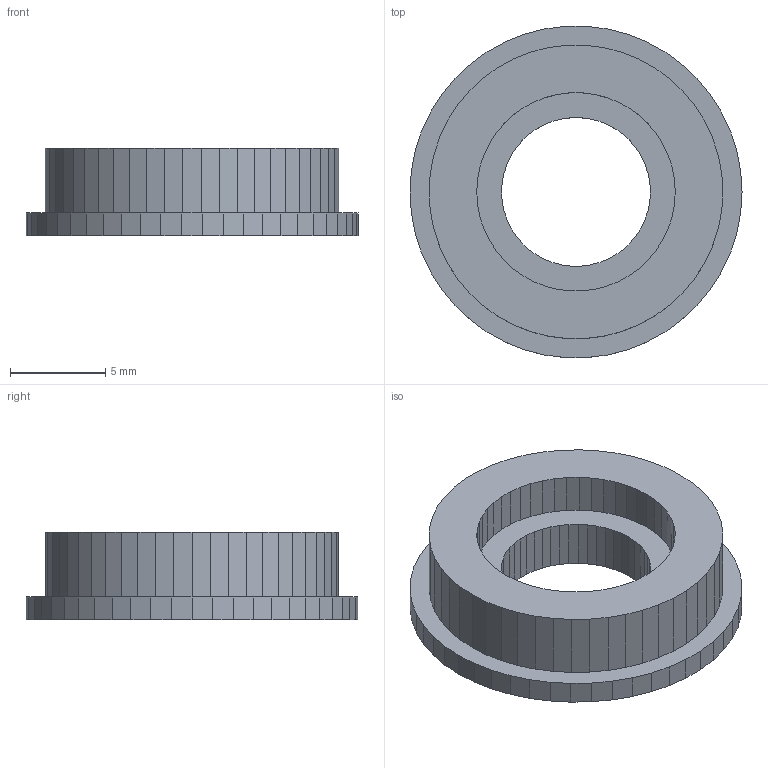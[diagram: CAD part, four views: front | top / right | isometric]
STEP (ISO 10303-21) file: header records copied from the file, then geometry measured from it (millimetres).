
FILE_DESCRIPTION(('FreeCAD Model'),'2;1');
FILE_NAME('belt-guide.step','2016-12-31T12:26:21',('Author') ,(''),'Open CASCADE STEP processor 6.8','FreeCAD','Unknown');
FILE_SCHEMA(('AUTOMOTIVE_DESIGN_CC2 { 1 2 10303 214 -1 1 5 4 }'));
Length unit declared in the file: millimetre
Products named in the file (2): ASSEMBLY; difference
Assembly tree (1 placements, depth 2):
  ASSEMBLY
    difference
Bounding box: 17.4 x 17.37 x 4.6 mm (x, y, z)
Volume: 619.2 mm3; surface area: 738.7 mm2
Topology: 1 solids, 1 shells, 205 faces, 650 edges, 450 vertices
Faces by surface type: plane 205
Entity records: 15197 total; most frequent: CARTESIAN_POINT 3007, DIRECTION 1964, LINE 1550, VECTOR 1550, ORIENTED_EDGE 1300, PCURVE 1300, DEFINITIONAL_REPRESENTATION 1300, EDGE_CURVE 650
